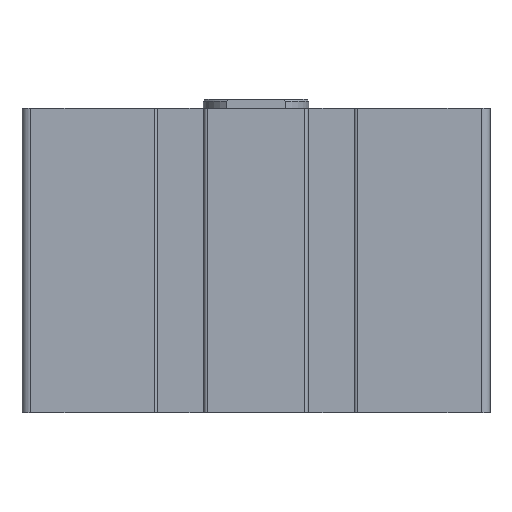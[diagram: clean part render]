
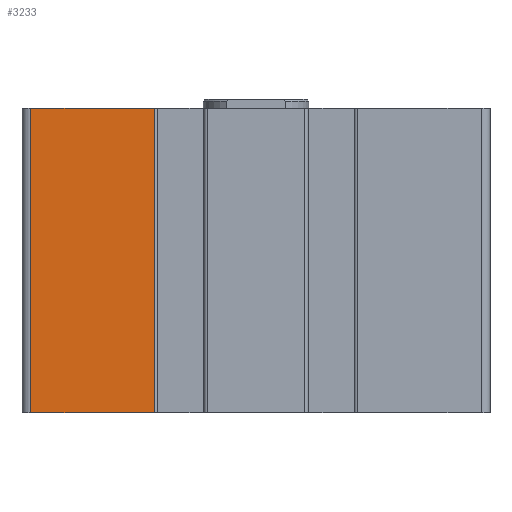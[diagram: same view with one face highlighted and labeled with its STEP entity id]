
A CAD part, front view. The second image highlights one B-rep face of the part: STEP entity #3233.
In plain terms, the highlighted planar face has unit normal (0, -1, 0).
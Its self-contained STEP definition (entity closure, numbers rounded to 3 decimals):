
#343=ORIENTED_EDGE('',*,*,#1294,.F.);
#344=ORIENTED_EDGE('',*,*,#1293,.F.);
#345=ORIENTED_EDGE('',*,*,#1295,.T.);
#346=ORIENTED_EDGE('',*,*,#1296,.T.);
#1293=EDGE_CURVE('',#1768,#1767,#2102,.T.);
#1294=EDGE_CURVE('',#1767,#1769,#2103,.T.);
#1295=EDGE_CURVE('',#1768,#1770,#2104,.T.);
#1296=EDGE_CURVE('',#1770,#1769,#2105,.T.);
#1767=VERTEX_POINT('',#4909);
#1768=VERTEX_POINT('',#4911);
#1769=VERTEX_POINT('',#4915);
#1770=VERTEX_POINT('',#4917);
#2102=LINE('',#4912,#2378);
#2103=LINE('',#4914,#2379);
#2104=LINE('',#4916,#2380);
#2105=LINE('',#4918,#2381);
#2378=VECTOR('',#3853,1000.);
#2379=VECTOR('',#3856,1000.);
#2380=VECTOR('',#3857,1000.);
#2381=VECTOR('',#3858,1000.);
#2652=EDGE_LOOP('',(#343,#344,#345,#346));
#2898=FACE_BOUND('',#2652,.T.);
#3144=PLANE('',#3453);
#3233=ADVANCED_FACE('',(#2898),#3144,.T.);
#3453=AXIS2_PLACEMENT_3D('',#4913,#3854,#3855);
#3853=DIRECTION('',(0.,0.,1.));
#3854=DIRECTION('',(0.,-1.,0.));
#3855=DIRECTION('',(0.,0.,-1.));
#3856=DIRECTION('',(1.,0.,0.));
#3857=DIRECTION('',(1.,0.,0.));
#3858=DIRECTION('',(0.,0.,1.));
#4909=CARTESIAN_POINT('',(-25.5,-26.5,0.));
#4911=CARTESIAN_POINT('',(-25.5,-26.5,-34.5));
#4912=CARTESIAN_POINT('',(-25.5,-26.5,-34.5));
#4913=CARTESIAN_POINT('',(-25.5,-26.5,-34.5));
#4914=CARTESIAN_POINT('',(-25.5,-26.5,0.));
#4915=CARTESIAN_POINT('',(-11.5,-26.5,0.));
#4916=CARTESIAN_POINT('',(-25.5,-26.5,-34.5));
#4917=CARTESIAN_POINT('',(-11.5,-26.5,-34.5));
#4918=CARTESIAN_POINT('',(-11.5,-26.5,-34.5));
